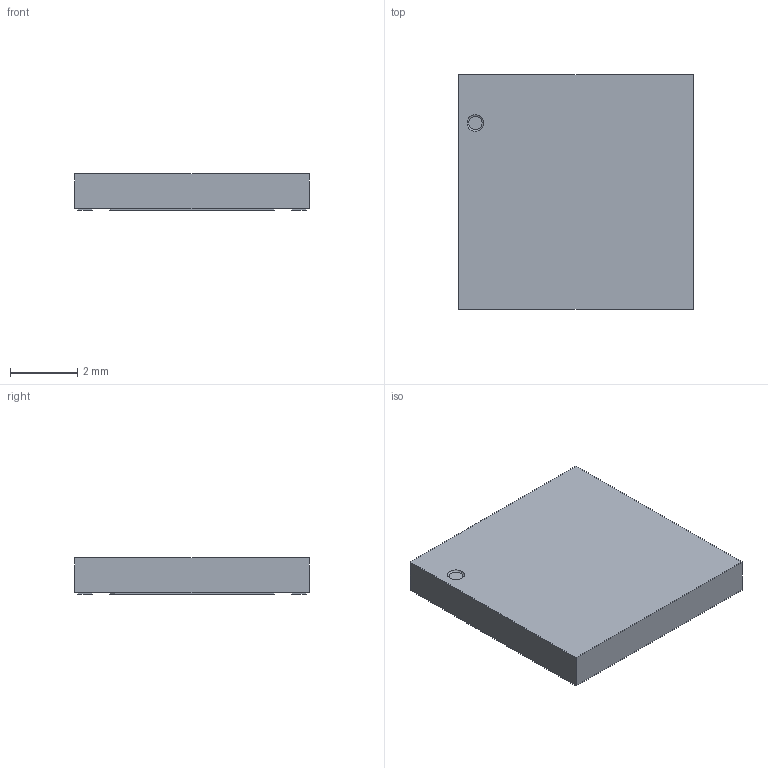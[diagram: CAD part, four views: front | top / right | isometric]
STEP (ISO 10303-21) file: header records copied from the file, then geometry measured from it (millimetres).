
FILE_DESCRIPTION (( 'STEP AP214' ), '1' );
FILE_NAME ( 'PQFN21P103_700X700X108L42X50T490N_Q2.STEP', '2022-06-01T08:32:54', ( '' ), ( '' ), '', '©2017 PCB Libraries, Inc.', '' );
FILE_SCHEMA (( 'AUTOMOTIVE_DESIGN' ));
Length unit declared in the file: millimetre
Products named in the file (1): PQFN21P103_700X700X108L42X50T490N_Q2
Bounding box: 7 x 7 x 1.08 mm (x, y, z)
Volume: 51.9 mm3; surface area: 186 mm2
Topology: 22 solids, 22 shells, 139 faces, 282 edges, 188 vertices
Faces by surface type: plane 134, cylinder 3, torus 2
Entity records: 4199 total; most frequent: CARTESIAN_POINT 610, DIRECTION 574, ORIENTED_EDGE 564, EDGE_CURVE 282, VECTOR 270, LINE 270, VERTEX_POINT 188, STYLED_ITEM 162
